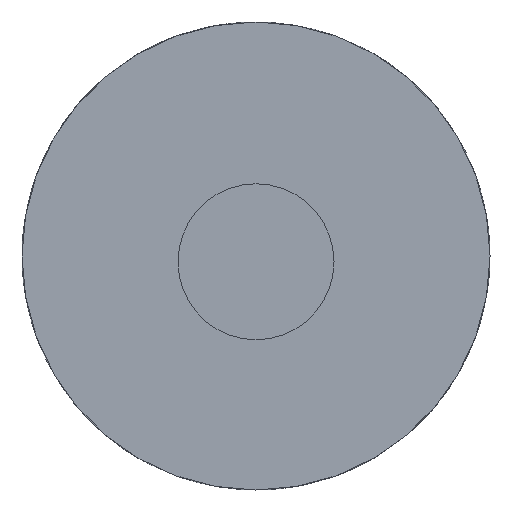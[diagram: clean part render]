
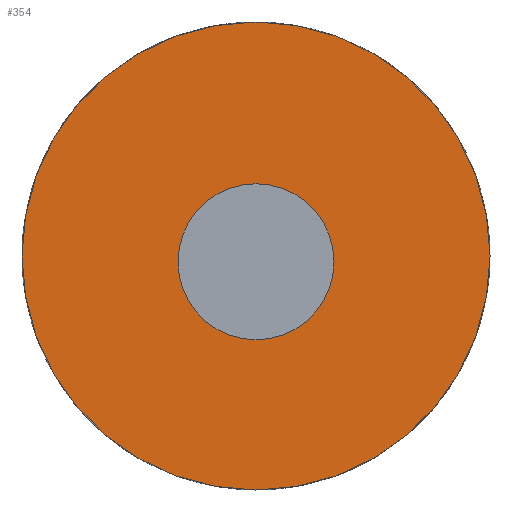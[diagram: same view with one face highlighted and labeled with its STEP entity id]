
A CAD part, front view. The second image highlights one B-rep face of the part: STEP entity #354.
In plain terms, the highlighted planar face has unit normal (0, -1, 0).
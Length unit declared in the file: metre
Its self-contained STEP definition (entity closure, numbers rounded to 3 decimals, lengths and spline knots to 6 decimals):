
#31=CIRCLE('',#393,0.005);
#32=CIRCLE('',#394,0.015);
#52=ORIENTED_EDGE('',*,*,#150,.F.);
#53=ORIENTED_EDGE('',*,*,#151,.T.);
#150=EDGE_CURVE('',#199,#199,#31,.T.);
#151=EDGE_CURVE('',#200,#200,#32,.T.);
#199=VERTEX_POINT('',#547);
#200=VERTEX_POINT('',#549);
#280=EDGE_LOOP('',(#52));
#281=EDGE_LOOP('',(#53));
#310=FACE_BOUND('',#280,.T.);
#311=FACE_BOUND('',#281,.T.);
#340=PLANE('',#392);
#354=ADVANCED_FACE('',(#310,#311),#340,.T.);
#392=AXIS2_PLACEMENT_3D('',#545,#444,#445);
#393=AXIS2_PLACEMENT_3D('',#546,#446,#447);
#394=AXIS2_PLACEMENT_3D('',#548,#448,#449);
#444=DIRECTION('',(0.,-1.,0.));
#445=DIRECTION('',(1.,0.,0.));
#446=DIRECTION('',(0.,-1.,0.));
#447=DIRECTION('',(0.,0.,-1.));
#448=DIRECTION('',(0.,-1.,0.));
#449=DIRECTION('',(0.,0.,-1.));
#545=CARTESIAN_POINT('',(0.,-0.05,0.));
#546=CARTESIAN_POINT('',(0.,-0.05,-0.00037));
#547=CARTESIAN_POINT('',(0.,-0.05,-0.00537));
#548=CARTESIAN_POINT('',(0.,-0.05,0.));
#549=CARTESIAN_POINT('',(0.,-0.05,-0.015));
